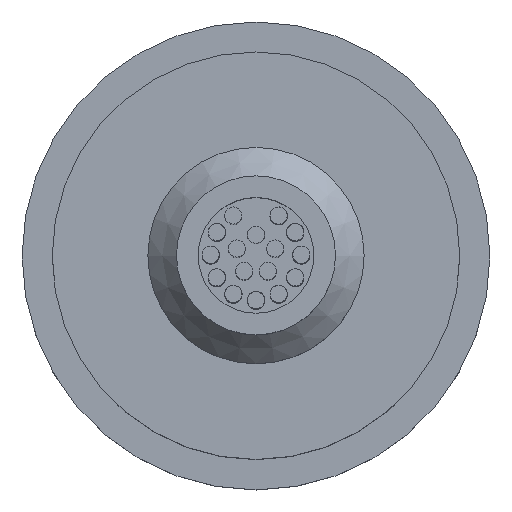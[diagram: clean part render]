
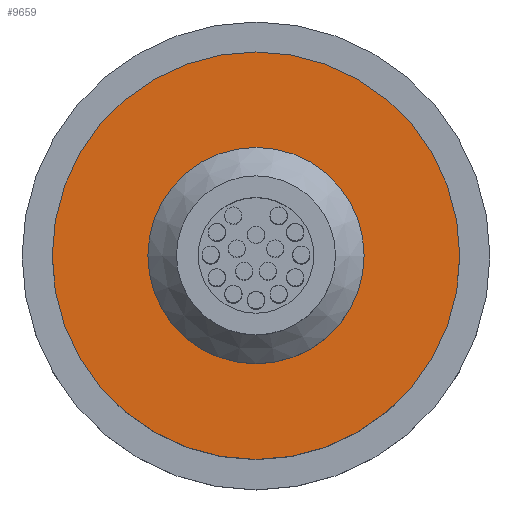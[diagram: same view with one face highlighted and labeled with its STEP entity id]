
A CAD part, top view. The second image highlights one B-rep face of the part: STEP entity #9659.
In plain terms, the highlighted planar face has unit normal (0, 0, 1).
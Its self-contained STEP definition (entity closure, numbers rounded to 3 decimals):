
#227=CIRCLE($,#10140,10.75);
#228=CIRCLE($,#10142,20.25);
#2713=FACE_BOUND($,#3417,.T.);
#2714=FACE_BOUND($,#3418,.T.);
#3417=EDGE_LOOP($,(#8691));
#3418=EDGE_LOOP($,(#8692));
#4728=VERTEX_POINT($,#27825);
#4729=VERTEX_POINT($,#27828);
#6046=EDGE_CURVE($,#4728,#4728,#227,.T.);
#6047=EDGE_CURVE($,#4729,#4729,#228,.T.);
#8691=ORIENTED_EDGE($,*,*,#6046,.T.);
#8692=ORIENTED_EDGE($,*,*,#6047,.F.);
#8968=PLANE($,#10144);
#9659=ADVANCED_FACE($,(#2713,#2714),#8968,.F.);
#10140=AXIS2_PLACEMENT_3D($,#27826,#11887,#11888);
#10142=AXIS2_PLACEMENT_3D($,#27829,#11891,#11892);
#10144=AXIS2_PLACEMENT_3D($,#27832,#11895,#11896);
#11887=DIRECTION('center_axis',(0.,0.,-1.));
#11888=DIRECTION('ref_axis',(-1.,0.,0.));
#11891=DIRECTION('center_axis',(0.,0.,-1.));
#11892=DIRECTION('ref_axis',(-1.,0.,0.));
#11895=DIRECTION('center_axis',(0.,0.,-1.));
#11896=DIRECTION('ref_axis',(-1.,0.,0.));
#27825=CARTESIAN_POINT('',(10.75,0.,28.2));
#27826=CARTESIAN_POINT('Origin',(0.,0.,28.2));
#27828=CARTESIAN_POINT('',(20.25,0.,28.2));
#27829=CARTESIAN_POINT('Origin',(0.,0.,28.2));
#27832=CARTESIAN_POINT('Origin',(0.,0.,28.2));
